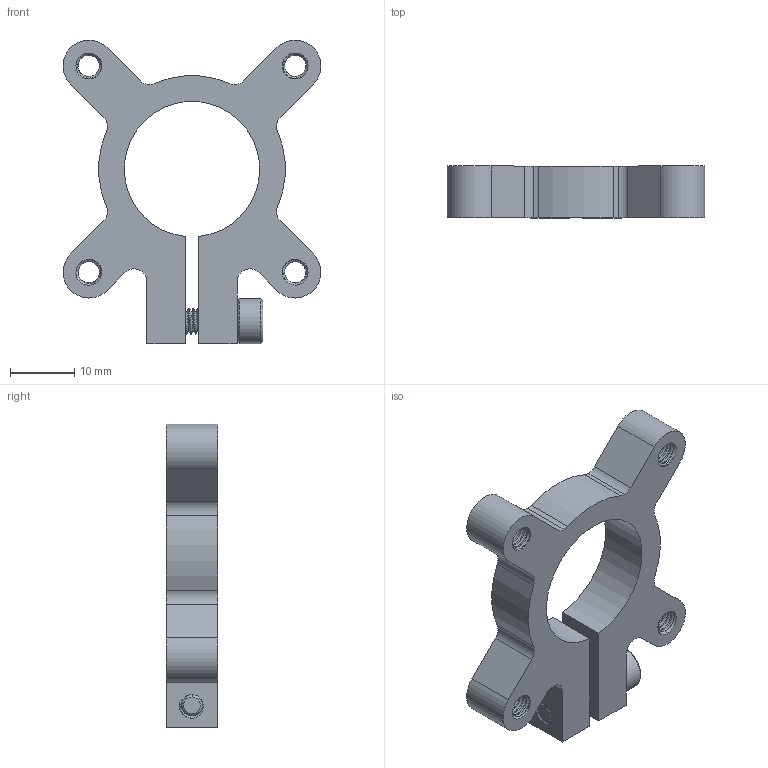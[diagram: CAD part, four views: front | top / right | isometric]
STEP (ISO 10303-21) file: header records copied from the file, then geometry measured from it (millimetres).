
FILE_DESCRIPTION (( 'STEP AP203' ), '1' );
FILE_NAME ('1302-0032-0021 assembly.STEP', '2017-04-19T20:38:22', ( '' ), ( '' ), 'SwSTEP 2.0', 'SolidWorks 2016', '' );
FILE_SCHEMA (( 'CONFIG_CONTROL_DESIGN' ));
Length unit declared in the file: inch
Products named in the file (3): 2800-0004-0014_90128A207; 1302-0032-0021; 1302-0032-0021 assembly
Assembly tree (2 placements, depth 2):
  1302-0032-0021 assembly
    1302-0032-0021
    2800-0004-0014_90128A207
Bounding box: 39.99 x 8 x 47.08 mm (x, y, z)
Volume: 6560.4 mm3; surface area: 5063.4 mm2
Topology: 2 solids, 2 shells, 407 faces, 1166 edges, 765 vertices
Faces by surface type: cylinder 328, cone 41, plane 26, bspline 12
Entity records: 28682 total; most frequent: CARTESIAN_POINT 19549, ORIENTED_EDGE 2332, DIRECTION 1437, EDGE_CURVE 1166, VERTEX_POINT 765, AXIS2_PLACEMENT_3D 520, EDGE_LOOP 421, ADVANCED_FACE 407
